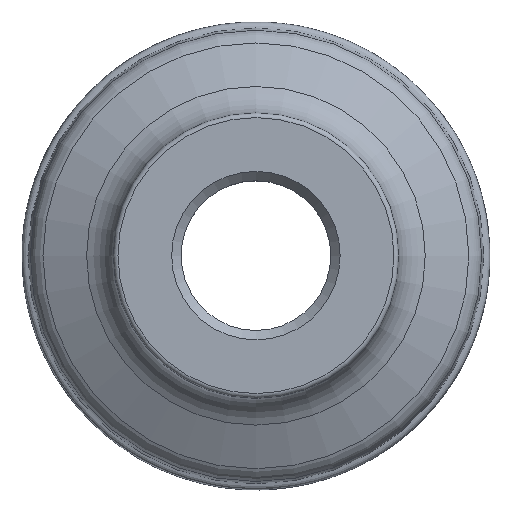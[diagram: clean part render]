
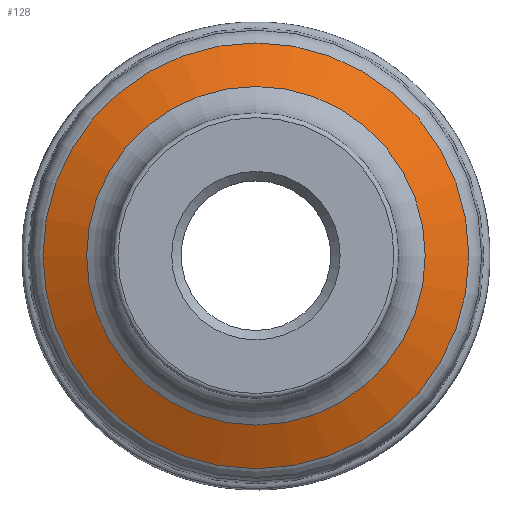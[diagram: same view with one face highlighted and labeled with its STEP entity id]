
A CAD part, top view. The second image highlights one B-rep face of the part: STEP entity #128.
In plain terms, the highlighted conical face has half-angle 64.492 degrees and reference radius 36.194 mm.
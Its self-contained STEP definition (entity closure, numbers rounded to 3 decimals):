
#128=ADVANCED_FACE('S5',(#182,#183),#160,.T.);
#160=CONICAL_SURFACE('',#595,36.194,64.492);
#182=FACE_BOUND('',#249,.T.);
#183=FACE_BOUND('',#250,.T.);
#249=EDGE_LOOP('',(#315));
#250=EDGE_LOOP('',(#316));
#315=ORIENTED_EDGE('',*,*,#415,.T.);
#316=ORIENTED_EDGE('',*,*,#416,.T.);
#381=VERTEX_POINT('',#856);
#382=VERTEX_POINT('',#858);
#415=EDGE_CURVE('',#381,#381,#448,.T.);
#416=EDGE_CURVE('',#382,#382,#449,.T.);
#448=CIRCLE('',#593,45.515);
#449=CIRCLE('',#594,36.194);
#593=AXIS2_PLACEMENT_3D('',#855,#705,#706);
#594=AXIS2_PLACEMENT_3D('',#857,#707,#708);
#595=AXIS2_PLACEMENT_3D('',#859,#709,#710);
#705=DIRECTION('',(0.,0.,1.));
#706=DIRECTION('',(1.,0.,0.));
#707=DIRECTION('',(0.,0.,-1.));
#708=DIRECTION('',(-1.,0.,0.));
#709=DIRECTION('',(0.,0.,-1.));
#710=DIRECTION('',(-1.,0.,0.));
#855=CARTESIAN_POINT('',(0.,0.,-27.973));
#856=CARTESIAN_POINT('',(45.515,0.,-27.973));
#857=CARTESIAN_POINT('',(0.,0.,-23.525));
#858=CARTESIAN_POINT('',(-36.194,0.,-23.525));
#859=CARTESIAN_POINT('',(0.,0.,-23.525));
